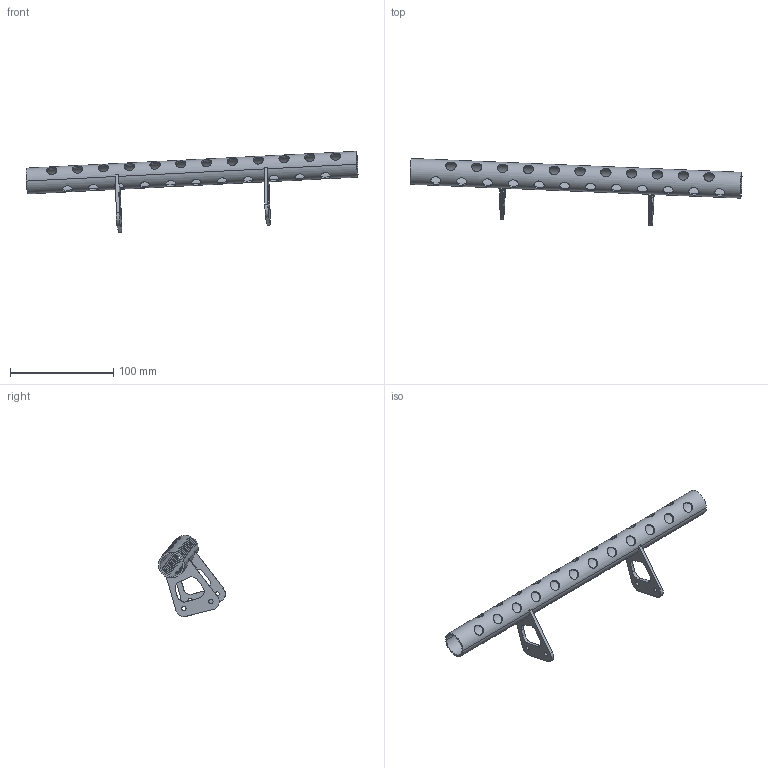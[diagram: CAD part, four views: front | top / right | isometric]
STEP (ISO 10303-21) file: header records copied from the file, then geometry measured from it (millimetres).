
FILE_DESCRIPTION(('CATIA V5 STEP Exchange'),'2;1');
FILE_NAME('403.stp','2018-12-19T15:08:11+00:00',('none'),('none'),'CATIA Version 5 Release 19 SP 2 (IN-10)','CATIA V5 STEP AP203','none');
FILE_SCHEMA(('CONFIG_CONTROL_DESIGN'));
Length unit declared in the file: millimetre
Products named in the file (1): EN_A0905
Assembly tree (3 placements, depth 2):
  EN_A0905
    #58
    #5591  x2
Bounding box: 320.95 x 64.77 x 78.63 mm (x, y, z)
Volume: 36818.8 mm3; surface area: 48679.9 mm2
Topology: 3 solids, 3 shells, 144 faces, 414 edges, 278 vertices
Faces by surface type: cylinder 126, plane 18
Entity records: 6322 total; most frequent: CARTESIAN_POINT 3492, ORIENTED_EDGE 702, EDGE_CURVE 351, DIRECTION 273, VERTEX_POINT 234, EDGE_LOOP 221, B_SPLINE_CURVE_WITH_KNOTS 184, VECTOR 129
